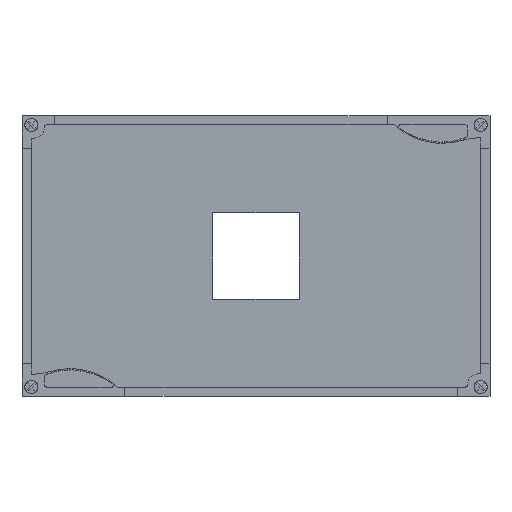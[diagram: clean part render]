
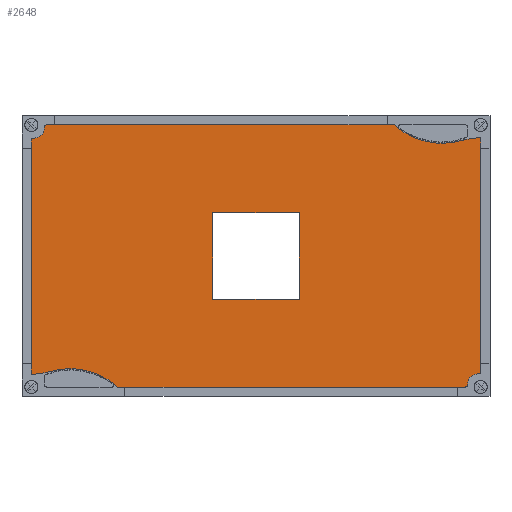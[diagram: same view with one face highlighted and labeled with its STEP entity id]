
A CAD part, top view. The second image highlights one B-rep face of the part: STEP entity #2648.
In plain terms, the highlighted planar face has unit normal (0, 0, 1).
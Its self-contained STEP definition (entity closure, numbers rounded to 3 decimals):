
#2648=ADVANCED_FACE('',(#5050,#5051),#5052,.F.);
#5050=FACE_OUTER_BOUND('',#7355,.T.);
#5051=FACE_BOUND('',#7356,.T.);
#5052=PLANE('',#7357);
#7355=EDGE_LOOP('',(#14209,#14210,#14211,#14212,#14213,#14214,#14215,#14216,#14217,#14218,#14219,#14220,#14221,#14222,#14223,#14224));
#7356=EDGE_LOOP('',(#14225,#14226,#14227,#14228));
#7357=AXIS2_PLACEMENT_3D('',#14229,#14230,#14231);
#14209=ORIENTED_EDGE('',*,*,#17051,.T.);
#14210=ORIENTED_EDGE('',*,*,#17047,.T.);
#14211=ORIENTED_EDGE('',*,*,#17043,.T.);
#14212=ORIENTED_EDGE('',*,*,#17054,.F.);
#14213=ORIENTED_EDGE('',*,*,#17055,.T.);
#14214=ORIENTED_EDGE('',*,*,#17056,.T.);
#14215=ORIENTED_EDGE('',*,*,#17057,.T.);
#14216=ORIENTED_EDGE('',*,*,#17058,.F.);
#14217=ORIENTED_EDGE('',*,*,#17059,.T.);
#14218=ORIENTED_EDGE('',*,*,#17060,.T.);
#14219=ORIENTED_EDGE('',*,*,#17061,.T.);
#14220=ORIENTED_EDGE('',*,*,#17062,.T.);
#14221=ORIENTED_EDGE('',*,*,#17063,.T.);
#14222=ORIENTED_EDGE('',*,*,#17064,.T.);
#14223=ORIENTED_EDGE('',*,*,#17065,.T.);
#14224=ORIENTED_EDGE('',*,*,#17066,.F.);
#14225=ORIENTED_EDGE('',*,*,#17034,.T.);
#14226=ORIENTED_EDGE('',*,*,#17038,.T.);
#14227=ORIENTED_EDGE('',*,*,#17025,.T.);
#14228=ORIENTED_EDGE('',*,*,#17030,.T.);
#14229=CARTESIAN_POINT('',(250.0,150.0,127.1));
#14230=DIRECTION('',(0.0,0.0,-1.0));
#14231=DIRECTION('',(0.0,-1.0,0.0));
#17025=EDGE_CURVE('',#21038,#21039,#21040,.T.);
#17030=EDGE_CURVE('',#21039,#21047,#21048,.T.);
#17034=EDGE_CURVE('',#21047,#21053,#21054,.T.);
#17038=EDGE_CURVE('',#21053,#21038,#21059,.T.);
#17043=EDGE_CURVE('',#21067,#21065,#21068,.T.);
#17047=EDGE_CURVE('',#21073,#21067,#21074,.T.);
#17051=EDGE_CURVE('',#21079,#21073,#21080,.T.);
#17054=EDGE_CURVE('',#21083,#21065,#21084,.T.);
#17055=EDGE_CURVE('',#21083,#21085,#21086,.T.);
#17056=EDGE_CURVE('',#21085,#21087,#21088,.T.);
#17057=EDGE_CURVE('',#21087,#21089,#21090,.T.);
#17058=EDGE_CURVE('',#21091,#21089,#21092,.T.);
#17059=EDGE_CURVE('',#21091,#21093,#21094,.T.);
#17060=EDGE_CURVE('',#21093,#21095,#21096,.T.);
#17061=EDGE_CURVE('',#21095,#21097,#21098,.T.);
#17062=EDGE_CURVE('',#21097,#21099,#21100,.T.);
#17063=EDGE_CURVE('',#21099,#21101,#21102,.T.);
#17064=EDGE_CURVE('',#21101,#21103,#21104,.T.);
#17065=EDGE_CURVE('',#21103,#21105,#21106,.T.);
#17066=EDGE_CURVE('',#21079,#21105,#21107,.T.);
#21038=VERTEX_POINT('',#26721);
#21039=VERTEX_POINT('',#26722);
#21040=LINE('',#26723,#26724);
#21047=VERTEX_POINT('',#26734);
#21048=LINE('',#26735,#26736);
#21053=VERTEX_POINT('',#26743);
#21054=LINE('',#26744,#26745);
#21059=LINE('',#26752,#26753);
#21065=VERTEX_POINT('',#26761);
#21067=VERTEX_POINT('',#26764);
#21068=LINE('',#26765,#26766);
#21073=VERTEX_POINT('',#26772);
#21074=CIRCLE('',#26773,8.);
#21079=VERTEX_POINT('',#26780);
#21080=LINE('',#26781,#26782);
#21083=VERTEX_POINT('',#26786);
#21084=LINE('',#26787,#26788);
#21085=VERTEX_POINT('',#26789);
#21086=LINE('',#26790,#26791);
#21087=VERTEX_POINT('',#26792);
#21088=CIRCLE('',#26793,8.);
#21089=VERTEX_POINT('',#26794);
#21090=LINE('',#26795,#26796);
#21091=VERTEX_POINT('',#26797);
#21092=LINE('',#26798,#26799);
#21093=VERTEX_POINT('',#26800);
#21094=LINE('',#26801,#26802);
#21095=VERTEX_POINT('',#26803);
#21096=CIRCLE('',#26804,8.);
#21097=VERTEX_POINT('',#26805);
#21098=LINE('',#26806,#26807);
#21099=VERTEX_POINT('',#26808);
#21100=LINE('',#26809,#26810);
#21101=VERTEX_POINT('',#26811);
#21102=LINE('',#26812,#26813);
#21103=VERTEX_POINT('',#26814);
#21104=CIRCLE('',#26815,8.);
#21105=VERTEX_POINT('',#26816);
#21106=LINE('',#26817,#26818);
#21107=LINE('',#26819,#26820);
#26721=CARTESIAN_POINT('',(204.0,196.0,127.1));
#26722=CARTESIAN_POINT('',(296.0,196.0,127.1));
#26723=CARTESIAN_POINT('',(250.0,196.0,127.1));
#26724=VECTOR('',#29517,1.0);
#26734=CARTESIAN_POINT('',(296.0,104.0,127.1));
#26735=CARTESIAN_POINT('',(296.0,150.0,127.1));
#26736=VECTOR('',#29521,1.0);
#26743=CARTESIAN_POINT('',(204.0,104.0,127.1));
#26744=CARTESIAN_POINT('',(250.0,104.0,127.1));
#26745=VECTOR('',#29524,1.0);
#26752=CARTESIAN_POINT('',(204.0,150.0,127.1));
#26753=VECTOR('',#29527,1.0);
#26761=CARTESIAN_POINT('',(495.0,22.0,127.1));
#26764=CARTESIAN_POINT('',(486.0,22.0,127.1));
#26765=CARTESIAN_POINT('',(370.25,22.0,127.1));
#26766=VECTOR('',#29531,1.0);
#26772=CARTESIAN_POINT('',(478.,14.,127.1));
#26773=AXIS2_PLACEMENT_3D('',#29536,#29537,#29538);
#26780=CARTESIAN_POINT('',(478.0,5.0,127.1));
#26781=CARTESIAN_POINT('',(478.0,79.75,127.1));
#26782=VECTOR('',#29541,1.0);
#26786=CARTESIAN_POINT('',(495.0,278.0,127.1));
#26787=CARTESIAN_POINT('',(495.0,150.0,127.1));
#26788=VECTOR('',#29543,1.0);
#26789=CARTESIAN_POINT('',(486.0,278.0,127.1));
#26790=CARTESIAN_POINT('',(370.25,278.0,127.1));
#26791=VECTOR('',#29544,1.0);
#26792=CARTESIAN_POINT('',(478.,286.,127.1));
#26793=AXIS2_PLACEMENT_3D('',#29545,#29546,#29547);
#26794=CARTESIAN_POINT('',(478.0,295.0,127.1));
#26795=CARTESIAN_POINT('',(478.0,220.25,127.1));
#26796=VECTOR('',#29548,1.0);
#26797=CARTESIAN_POINT('',(22.0,295.0,127.1));
#26798=CARTESIAN_POINT('',(250.0,295.0,127.1));
#26799=VECTOR('',#29549,1.0);
#26800=CARTESIAN_POINT('',(22.,286.,127.1));
#26801=CARTESIAN_POINT('',(22.0,220.25,127.1));
#26802=VECTOR('',#29550,1.0);
#26803=CARTESIAN_POINT('',(14.0,278.0,127.1));
#26804=AXIS2_PLACEMENT_3D('',#29551,#29552,#29553);
#26805=CARTESIAN_POINT('',(5.0,278.0,127.1));
#26806=CARTESIAN_POINT('',(129.75,278.0,127.1));
#26807=VECTOR('',#29554,1.0);
#26808=CARTESIAN_POINT('',(5.0,22.0,127.1));
#26809=CARTESIAN_POINT('',(5.0,150.0,127.1));
#26810=VECTOR('',#29555,1.0);
#26811=CARTESIAN_POINT('',(14.0,22.0,127.1));
#26812=CARTESIAN_POINT('',(129.75,22.0,127.1));
#26813=VECTOR('',#29556,1.0);
#26814=CARTESIAN_POINT('',(22.,14.,127.1));
#26815=AXIS2_PLACEMENT_3D('',#29557,#29558,#29559);
#26816=CARTESIAN_POINT('',(22.0,5.0,127.1));
#26817=CARTESIAN_POINT('',(22.0,79.75,127.1));
#26818=VECTOR('',#29560,1.0);
#26819=CARTESIAN_POINT('',(250.0,5.0,127.1));
#26820=VECTOR('',#29561,1.0);
#29517=DIRECTION('',(1.0,0.0,0.0));
#29521=DIRECTION('',(-0.0,-1.0,-0.0));
#29524=DIRECTION('',(-1.0,0.0,0.0));
#29527=DIRECTION('',(0.0,1.0,0.0));
#29531=DIRECTION('',(1.0,0.0,0.0));
#29536=CARTESIAN_POINT('',(486.,14.,127.1));
#29537=DIRECTION('',(0.0,0.0,-1.0));
#29538=DIRECTION('',(-1.0,0.,0.0));
#29541=DIRECTION('',(0.0,1.0,0.0));
#29543=DIRECTION('',(0.0,-1.0,0.0));
#29544=DIRECTION('',(-1.0,-0.0,-0.0));
#29545=CARTESIAN_POINT('',(486.,286.,127.1));
#29546=DIRECTION('',(-0.0,0.0,-1.0));
#29547=DIRECTION('',(-1.0,0.,0.0));
#29548=DIRECTION('',(0.0,1.0,0.0));
#29549=DIRECTION('',(1.0,0.0,0.0));
#29550=DIRECTION('',(0.0,-1.0,0.0));
#29551=CARTESIAN_POINT('',(14.,286.,127.1));
#29552=DIRECTION('',(0.0,0.0,-1.0));
#29553=DIRECTION('',(1.0,0.,0.0));
#29554=DIRECTION('',(-1.0,-0.0,-0.0));
#29555=DIRECTION('',(0.0,-1.0,0.0));
#29556=DIRECTION('',(1.0,0.0,0.0));
#29557=CARTESIAN_POINT('',(14.,14.,127.1));
#29558=DIRECTION('',(0.0,0.0,-1.0));
#29559=DIRECTION('',(1.0,0.,0.0));
#29560=DIRECTION('',(0.0,-1.0,0.0));
#29561=DIRECTION('',(-1.0,0.0,0.0));
